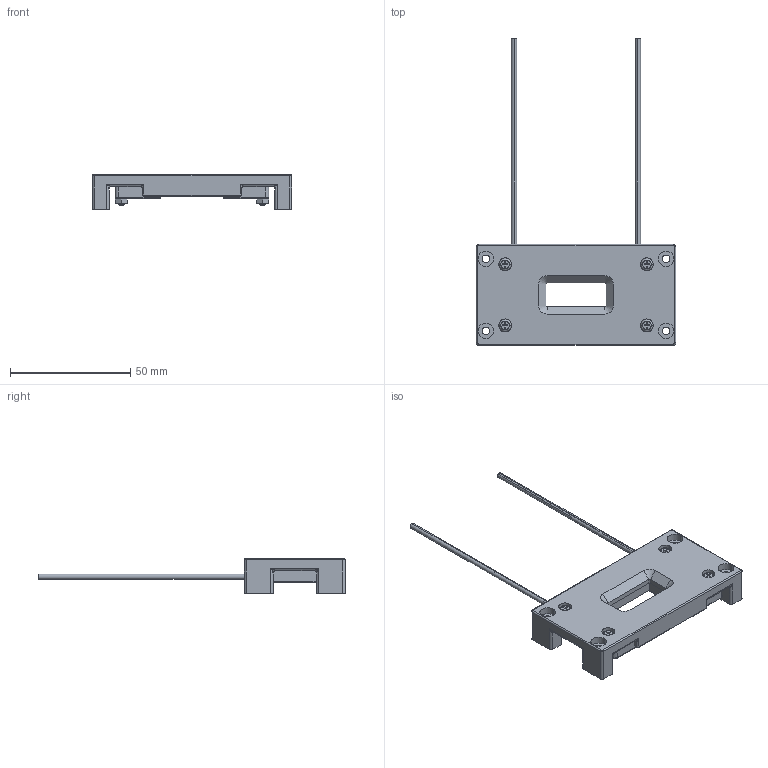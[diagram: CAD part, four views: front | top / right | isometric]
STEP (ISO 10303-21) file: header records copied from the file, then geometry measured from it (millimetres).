
FILE_DESCRIPTION((''),'2;1');
FILE_NAME('145587_SW','2011-07-07T',('banengservice'),('BANNER ENGINEERING'),'PRO/ENGINEER BY PARAMETRIC TECHNOLOGY CORPORATION, 2009141','PRO/ENGINEER BY PARAMETRIC TECHNOLOGY CORPORATION, 2009141','');
FILE_SCHEMA(('CONFIG_CONTROL_DESIGN'));
Length unit declared in the file: inch
Products named in the file (1): 145587_SW
Bounding box: 83 x 127.71 x 14.5 mm (x, y, z)
Volume: 25739.9 mm3; surface area: 18860.3 mm2
Topology: 17 solids, 21 shells, 1448 faces, 3712 edges, 2378 vertices
Faces by surface type: plane 946, cylinder 386, torus 46, sphere 22, bspline 18, cone 16, extrusion 14
Entity records: 45529 total; most frequent: CARTESIAN_POINT 9949, ORIENTED_EDGE 7424, DIRECTION 7314, EDGE_CURVE 3712, VECTOR 2670, LINE 2656, VERTEX_POINT 2378, AXIS2_PLACEMENT_3D 2322
